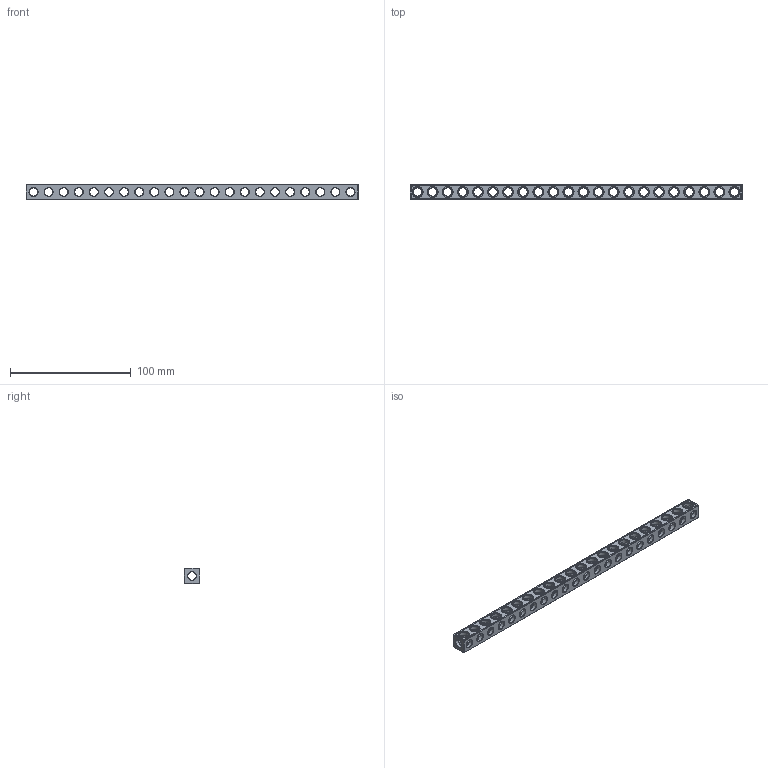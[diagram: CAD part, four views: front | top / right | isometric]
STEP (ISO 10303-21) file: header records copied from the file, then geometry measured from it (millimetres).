
FILE_DESCRIPTION(('FreeCAD Model'),'2;1');
FILE_NAME('Open CASCADE Shape Model','2021-05-23T22:07:17',( 'Paulo Kiefe'),('STEMFIE.org'),'Open CASCADE STEP processor 7.4', 'FreeCAD','Unknown');
FILE_SCHEMA(('AUTOMOTIVE_DESIGN { 1 0 10303 214 1 1 1 1 }'));
Products named in the file (1): Beam_STR_ESS_BU22x01x01_-_SPN-BEM-0059_(stemfie.org)
Bounding box: 275 x 12.5 x 12.5 mm (x, y, z)
Volume: 21475.7 mm3; surface area: 19287.7 mm2
Topology: 1 solids, 1 shells, 704 faces, 2200 edges, 1466 vertices
Faces by surface type: plane 357, cylinder 133, extrusion 124, cone 90
Full cylindrical faces by diameter (mm): 7 x111, 9.2 x22
Entity records: 77821 total; most frequent: CARTESIAN_POINT 36289, DIRECTION 6982, ORIENTED_EDGE 4400, PCURVE 4400, DEFINITIONAL_REPRESENTATION 4400, VECTOR 4337, LINE 4213, EDGE_CURVE 2200
